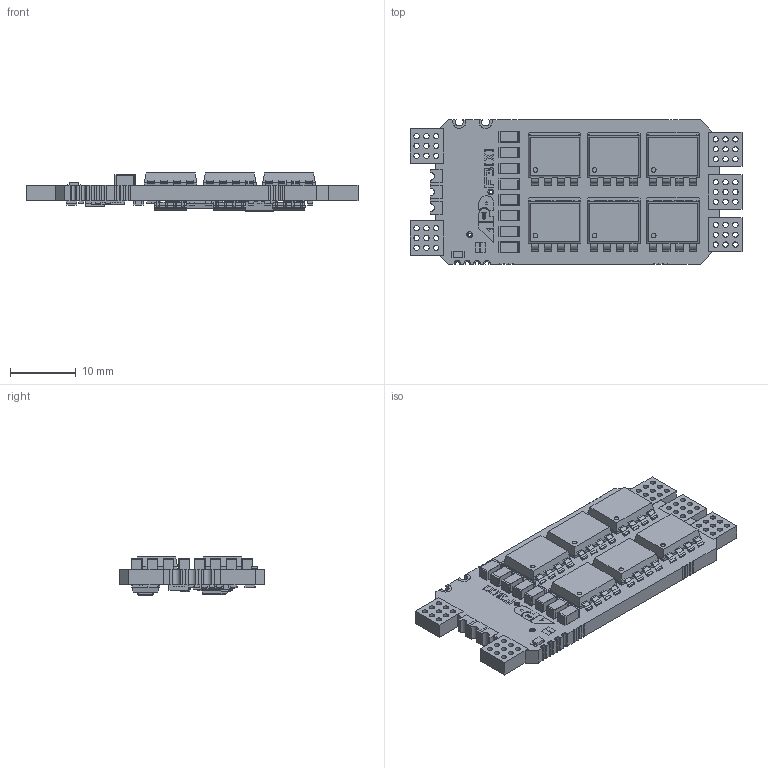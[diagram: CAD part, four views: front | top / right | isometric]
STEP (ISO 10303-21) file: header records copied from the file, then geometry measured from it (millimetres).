
FILE_DESCRIPTION(/* description */ (''),/* implementation_level */ '2;1');
FILE_NAME(/* name */ 'APD 80F3[x].step',/* time_stamp */ '2021-12-16T18:03:25+11:00',/* author */ (''),/* organization */ (''),/* preprocessor_version */ 'ST-DEVELOPER v18.1',/* originating_system */ 'Autodesk Translation Framework v10.10.0.1391',/* authorisation */ '');
FILE_SCHEMA (('AUTOMOTIVE_DESIGN { 1 0 10303 214 3 1 1 }'));
Products named in the file (70): APD 80F3[x]; PCB; MOSFET PowerPAK 8x8L; LED; Ceramic Capacitor 1206; Comparator QFN16 (3x3); QFN-16 (3x3) Part1; QFN-16 (3x3) Part2; IC MCU 32UFQFPN; Gate Driver 8-Lead SOIC; IC REG LINEAR TO-243AA; Linear Voltage Regulator IC PowerDI-5; User Library-PowerDI-5_1_1; User Library-PowerDI-5_2_1; User Library-PowerDI-5_3_1; User Library-PowerDI-5_4_1; Voltage Regulator Diode SOD323; R0603 Resistor; R0603; R0603 Resistor_1; R0603_1; R0603 Resistor_2; R0603_2; R0603 Resistor_3; R0603_3; R0603 Resistor_4; R0603_4; R0603 Resistor_5; R0603_5; R0603 Resistor_6; R0603_6; R0603 Resistor_7; R0603_7; R0603 Resistor_8; R0603_8; R0603 Resistor_9; R0603_9; R0603 Resistor_10; R0603_10; R0603 Resistor_11 ...
Assembly tree (188 placements, depth 4):
  APD 80F3[x]
    PCB
    MOSFET PowerPAK 8x8L  x6
    LED
    Ceramic Capacitor 1206  x8
    Comparator QFN16 (3x3)
      QFN-16 (3x3) Part1
      QFN-16 (3x3) Part2  x16
    IC MCU 32UFQFPN
    Gate Driver 8-Lead SOIC  x3
    IC REG LINEAR TO-243AA
    Linear Voltage Regulator IC PowerDI-5
      User Library-PowerDI-5_1_1
      User Library-PowerDI-5_2_1
      User Library-PowerDI-5_3_1
      User Library-PowerDI-5_4_1
    Voltage Regulator Diode SOD323  x3
    R0603 Resistor
      R0603
        Part 4
        Part 3
        Part 2
        Part 1
    R0603 Resistor_1
      R0603_1
        Part 4
        Part 3
        Part 2
        Part 1
    R0603 Resistor_2
      R0603_2
        Part 4
        Part 3
        Part 2
        Part 1
    R0603 Resistor_3
      R0603_3
        Part 4
        Part 3
        Part 2
        Part 1
    R0603 Resistor_4
      R0603_4
        Part 4
        Part 3
        Part 2
        Part 1
    Ceramic cap 0603 (1.6x0.8x0.7)  x9
    R0603 Resistor_5
      R0603_5
        Part 4
        Part 3
        Part 2
        Part 1
    R0603 Resistor_6
      R0603_6
        Part 4
        Part 3
        Part 2
        Part 1
Bounding box: 50.5 x 22 x 5.8 mm (x, y, z)
Volume: 3120 mm3; surface area: 5351.7 mm2
Topology: 359 solids, 359 shells, 5056 faces, 11470 edges, 7004 vertices
Faces by surface type: plane 3123, cylinder 1397, sphere 240, torus 192, bspline 104
Full cylindrical faces by diameter (mm): 0.4 x3, 0.5 x2, 0.694 x6, 0.8 x45, 0.9 x4
Entity records: 68139 total; most frequent: CARTESIAN_POINT 12712, DIRECTION 11303, ORIENTED_EDGE 10578, EDGE_CURVE 5289, LINE 3885, VECTOR 3885, AXIS2_PLACEMENT_3D 3709, VERTEX_POINT 3354
